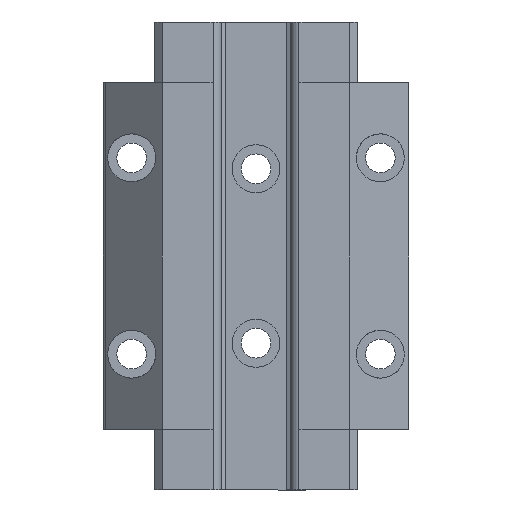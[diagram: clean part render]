
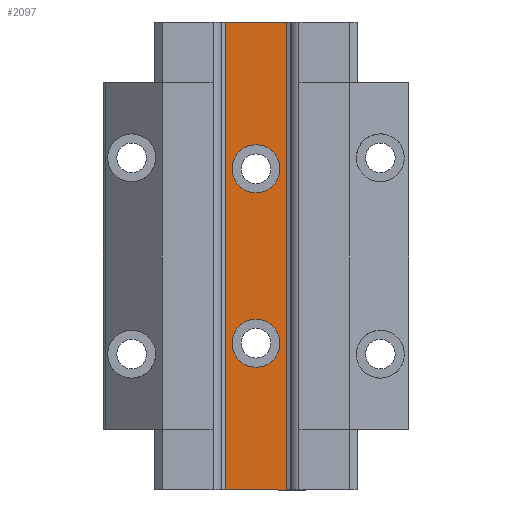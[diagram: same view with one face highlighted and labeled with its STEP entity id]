
A CAD part, front view. The second image highlights one B-rep face of the part: STEP entity #2097.
In plain terms, the highlighted planar face has unit normal (0, -1, 0).
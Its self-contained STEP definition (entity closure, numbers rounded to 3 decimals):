
#356 = EDGE_LOOP ( 'NONE', ( #3183, #3184 ) ) ;
#357 = EDGE_LOOP ( 'NONE', ( #3185, #3186 ) ) ;
#358 = EDGE_LOOP ( 'NONE', ( #3187, #3188, #3189, #3190 ) ) ;
#2097 = ADVANCED_FACE ( 'NONE', ( #7192, #7196, #7198 ), #6169, .F. ) ;
#3014 = EDGE_CURVE ( 'NONE', #10984, #10983, #7630, .T. ) ;
#3035 = EDGE_CURVE ( 'NONE', #10574, #10573, #7663, .T. ) ;
#3037 = EDGE_CURVE ( 'NONE', #10571, #10574, #7667, .T. ) ;
#3038 = EDGE_CURVE ( 'NONE', #10573, #10572, #7652, .T. ) ;
#3041 = EDGE_CURVE ( 'NONE', #10572, #10571, #7674, .T. ) ;
#3042 = EDGE_CURVE ( 'NONE', #10981, #10994, #7677, .T. ) ;
#3183 = ORIENTED_EDGE ( 'NONE', *, *, #11318, .F. ) ;
#3184 = ORIENTED_EDGE ( 'NONE', *, *, #3042, .F. ) ;
#3185 = ORIENTED_EDGE ( 'NONE', *, *, #11325, .F. ) ;
#3186 = ORIENTED_EDGE ( 'NONE', *, *, #3014, .F. ) ;
#3187 = ORIENTED_EDGE ( 'NONE', *, *, #3041, .F. ) ;
#3188 = ORIENTED_EDGE ( 'NONE', *, *, #3038, .F. ) ;
#3189 = ORIENTED_EDGE ( 'NONE', *, *, #3035, .F. ) ;
#3190 = ORIENTED_EDGE ( 'NONE', *, *, #3037, .F. ) ;
#5663 = AXIS2_PLACEMENT_3D ( 'NONE', #6174, #6175, #6176 ) ;
#5692 = AXIS2_PLACEMENT_3D ( 'NONE', #6644, #6682, #6683 ) ;
#5700 = AXIS2_PLACEMENT_3D ( 'NONE', #6741, #6749, #6750 ) ;
#6169 = PLANE ( 'NONE',  #5663 ) ;
#6174 = CARTESIAN_POINT ( 'NONE',  ( 10.041, -11.45, 64.38 ) ) ;
#6175 = DIRECTION ( 'NONE',  ( 0., 1., 0. ) ) ;
#6176 = DIRECTION ( 'NONE',  ( 0., 0., 1. ) ) ;
#6644 = CARTESIAN_POINT ( 'NONE',  ( 0., -11.45, 20. ) ) ;
#6682 = DIRECTION ( 'NONE',  ( 0., -1., 0. ) ) ;
#6683 = DIRECTION ( 'NONE',  ( 0., 0., 1. ) ) ;
#6726 = CARTESIAN_POINT ( 'NONE',  ( 10.041, -11.45, 53.65 ) ) ;
#6732 = CARTESIAN_POINT ( 'NONE',  ( 10.041, -11.45, 64.38 ) ) ;
#6733 = DIRECTION ( 'NONE',  ( 1., 0., 0. ) ) ;
#6736 = CARTESIAN_POINT ( 'NONE',  ( -10.041, -11.45, 64.38 ) ) ;
#6737 = DIRECTION ( 'NONE',  ( 0., 0., 1. ) ) ;
#6740 = DIRECTION ( 'NONE',  ( 0., 0., -1. ) ) ;
#6741 = CARTESIAN_POINT ( 'NONE',  ( 0., -11.45, -20. ) ) ;
#6745 = CARTESIAN_POINT ( 'NONE',  ( 10.041, -11.45, -53.65 ) ) ;
#6746 = DIRECTION ( 'NONE',  ( -1., 0., 0. ) ) ;
#6749 = DIRECTION ( 'NONE',  ( 0., -1., 0. ) ) ;
#6750 = DIRECTION ( 'NONE',  ( 0., 0., 1. ) ) ;
#7192 = FACE_BOUND ( 'NONE', #356, .T. ) ;
#7196 = FACE_BOUND ( 'NONE', #357, .T. ) ;
#7198 = FACE_OUTER_BOUND ( 'NONE', #358, .T. ) ;
#7630 = CIRCLE ( 'NONE', #5692, 5.5 ) ;
#7652 = LINE ( 'NONE', #6732, #7669 ) ;
#7661 = VECTOR ( 'NONE', #6733, 1000. ) ;
#7663 = LINE ( 'NONE', #6726, #7661 ) ;
#7667 = LINE ( 'NONE', #6736, #7668 ) ;
#7668 = VECTOR ( 'NONE', #6737, 1000. ) ;
#7669 = VECTOR ( 'NONE', #6740, 1000. ) ;
#7674 = LINE ( 'NONE', #6745, #7675 ) ;
#7675 = VECTOR ( 'NONE', #6746, 1000. ) ;
#7677 = CIRCLE ( 'NONE', #5700, 5.5 ) ;
#7750 = CARTESIAN_POINT ( 'NONE',  ( -10.041, -11.45, -53.65 ) ) ;
#7751 = CARTESIAN_POINT ( 'NONE',  ( 10.041, -11.45, -53.65 ) ) ;
#7752 = CARTESIAN_POINT ( 'NONE',  ( 10.041, -11.45, 53.65 ) ) ;
#7753 = CARTESIAN_POINT ( 'NONE',  ( -10.041, -11.45, 53.65 ) ) ;
#8008 = CARTESIAN_POINT ( 'NONE',  ( 0., -11.45, -25.5 ) ) ;
#8010 = CARTESIAN_POINT ( 'NONE',  ( 0., -11.45, 25.5 ) ) ;
#8011 = CARTESIAN_POINT ( 'NONE',  ( 0., -11.45, 14.5 ) ) ;
#8021 = CARTESIAN_POINT ( 'NONE',  ( 0., -11.45, -14.5 ) ) ;
#9407 = CIRCLE ( 'NONE', #9649, 5.5 ) ;
#9416 = CIRCLE ( 'NONE', #9653, 5.5 ) ;
#9649 = AXIS2_PLACEMENT_3D ( 'NONE', #9697, #9701, #9702 ) ;
#9653 = AXIS2_PLACEMENT_3D ( 'NONE', #9715, #9718, #9719 ) ;
#9697 = CARTESIAN_POINT ( 'NONE',  ( 0., -11.45, -20. ) ) ;
#9701 = DIRECTION ( 'NONE',  ( 0., -1., 0. ) ) ;
#9702 = DIRECTION ( 'NONE',  ( 0., 0., 1. ) ) ;
#9715 = CARTESIAN_POINT ( 'NONE',  ( 0., -11.45, 20. ) ) ;
#9718 = DIRECTION ( 'NONE',  ( 0., -1., 0. ) ) ;
#9719 = DIRECTION ( 'NONE',  ( 0., 0., 1. ) ) ;
#10571 = VERTEX_POINT ( 'NONE', #7750 ) ;
#10572 = VERTEX_POINT ( 'NONE', #7751 ) ;
#10573 = VERTEX_POINT ( 'NONE', #7752 ) ;
#10574 = VERTEX_POINT ( 'NONE', #7753 ) ;
#10981 = VERTEX_POINT ( 'NONE', #8008 ) ;
#10983 = VERTEX_POINT ( 'NONE', #8010 ) ;
#10984 = VERTEX_POINT ( 'NONE', #8011 ) ;
#10994 = VERTEX_POINT ( 'NONE', #8021 ) ;
#11318 = EDGE_CURVE ( 'NONE', #10994, #10981, #9407, .T. ) ;
#11325 = EDGE_CURVE ( 'NONE', #10983, #10984, #9416, .T. ) ;
